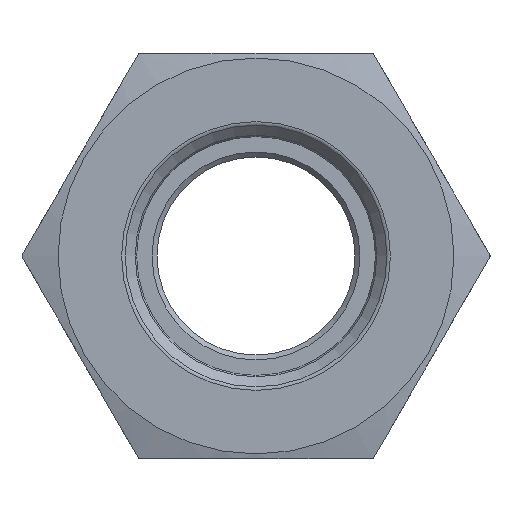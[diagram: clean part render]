
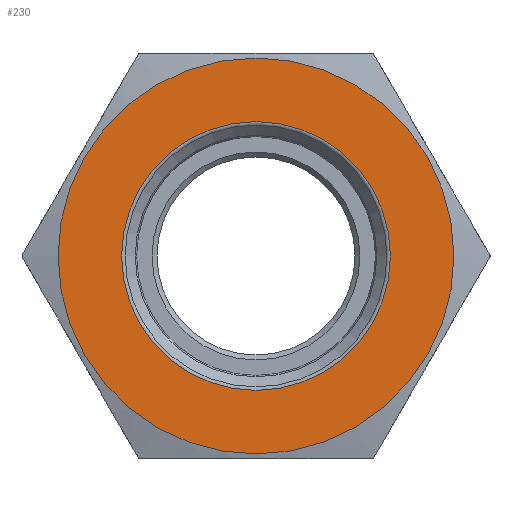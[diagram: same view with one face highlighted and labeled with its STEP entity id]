
A CAD part, left-side view. The second image highlights one B-rep face of the part: STEP entity #230.
In plain terms, the highlighted planar face has unit normal (-1, 0, 0).
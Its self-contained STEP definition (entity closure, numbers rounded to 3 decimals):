
#149=FACE_BOUND('',#310,.T.);
#150=FACE_BOUND('',#311,.T.);
#181=CIRCLE('',#653,20.);
#182=CIRCLE('',#655,13.578);
#197=PLANE('',#656);
#230=ADVANCED_FACE('',(#149,#150),#197,.F.);
#310=EDGE_LOOP('',(#456));
#311=EDGE_LOOP('',(#457));
#456=ORIENTED_EDGE('',*,*,#574,.T.);
#457=ORIENTED_EDGE('',*,*,#573,.T.);
#512=VERTEX_POINT('',#1132);
#513=VERTEX_POINT('',#1135);
#573=EDGE_CURVE('',#512,#512,#181,.T.);
#574=EDGE_CURVE('',#513,#513,#182,.T.);
#653=AXIS2_PLACEMENT_3D('',#1131,#778,#779);
#655=AXIS2_PLACEMENT_3D('',#1134,#782,#783);
#656=AXIS2_PLACEMENT_3D('',#1136,#784,#785);
#778=DIRECTION('',(-1.,0.,0.));
#779=DIRECTION('',(0.,0.,1.));
#782=DIRECTION('',(1.,0.,0.));
#783=DIRECTION('',(0.,0.,-1.));
#784=DIRECTION('',(1.,0.,0.));
#785=DIRECTION('',(0.,0.,-1.));
#1131=CARTESIAN_POINT('',(0.,0.,0.));
#1132=CARTESIAN_POINT('',(0.,0.,20.));
#1134=CARTESIAN_POINT('',(0.,0.,0.));
#1135=CARTESIAN_POINT('',(0.,0.,-13.578));
#1136=CARTESIAN_POINT('',(0.,-23.435,0.));
